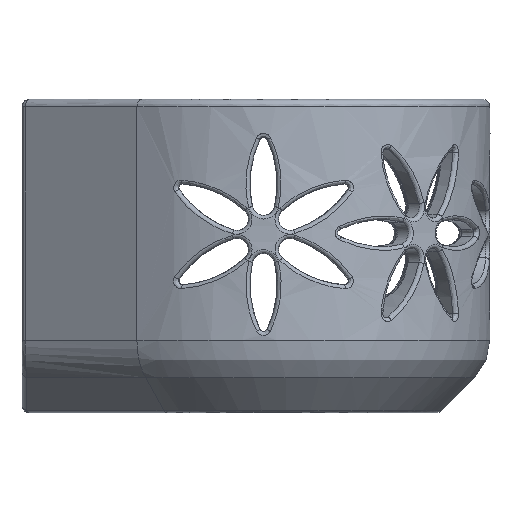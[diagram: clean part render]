
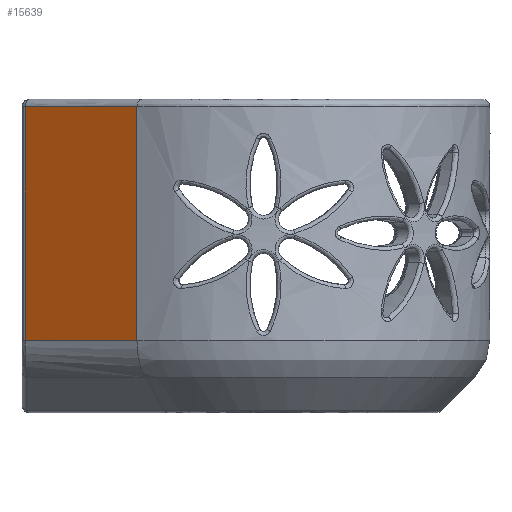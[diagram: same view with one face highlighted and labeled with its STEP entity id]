
A CAD part, left-side view. The second image highlights one B-rep face of the part: STEP entity #15639.
In plain terms, the highlighted free-form (B-spline) face has degree [1, 1] with [2, 2] control points.
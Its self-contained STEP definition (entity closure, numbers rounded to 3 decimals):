
#488 = VERTEX_POINT('',#489);
#489 = CARTESIAN_POINT('',(-24.394,16.444,
    33.175));
#8678 = VERTEX_POINT('',#8679);
#8679 = CARTESIAN_POINT('',(-24.394,16.444,
    2.803));
#8688 = EDGE_CURVE('',#488,#8678,#8689,.T.);
#8689 = B_SPLINE_CURVE_WITH_KNOTS('',1,(#8690,#8691),.UNSPECIFIED.,.F.,
  .F.,(2,2),(0.,31.127),
  .PIECEWISE_BEZIER_KNOTS.);
#8690 = CARTESIAN_POINT('',(-24.394,16.444,
    33.175));
#8691 = CARTESIAN_POINT('',(-24.394,16.444,
    2.803));
#15639 = ADVANCED_FACE('',(#15640),#15662,.F.);
#15640 = FACE_BOUND('',#15641,.T.);
#15641 = EDGE_LOOP('',(#15642,#15649,#15656,#15661));
#15642 = ORIENTED_EDGE('',*,*,#15643,.T.);
#15643 = EDGE_CURVE('',#488,#15644,#15646,.T.);
#15644 = VERTEX_POINT('',#15645);
#15645 = CARTESIAN_POINT('',(-14.622,30.94,
    33.175));
#15646 = B_SPLINE_CURVE_WITH_KNOTS('',1,(#15647,#15648),.UNSPECIFIED.,
  .F.,.F.,(2,2),(0.,17.916),
  .PIECEWISE_BEZIER_KNOTS.);
#15647 = CARTESIAN_POINT('',(-24.394,16.444,
    33.175));
#15648 = CARTESIAN_POINT('',(-14.622,30.94,
    33.175));
#15649 = ORIENTED_EDGE('',*,*,#15650,.T.);
#15650 = EDGE_CURVE('',#15644,#15651,#15653,.T.);
#15651 = VERTEX_POINT('',#15652);
#15652 = CARTESIAN_POINT('',(-14.622,30.94,
    2.803));
#15653 = B_SPLINE_CURVE_WITH_KNOTS('',1,(#15654,#15655),.UNSPECIFIED.,
  .F.,.F.,(2,2),(0.,31.127),.PIECEWISE_BEZIER_KNOTS.);
#15654 = CARTESIAN_POINT('',(-14.622,30.94,
    33.175));
#15655 = CARTESIAN_POINT('',(-14.622,30.94,
    2.803));
#15656 = ORIENTED_EDGE('',*,*,#15657,.F.);
#15657 = EDGE_CURVE('',#8678,#15651,#15658,.T.);
#15658 = B_SPLINE_CURVE_WITH_KNOTS('',1,(#15659,#15660),.UNSPECIFIED.,
  .F.,.F.,(2,2),(0.,17.916),
  .PIECEWISE_BEZIER_KNOTS.);
#15659 = CARTESIAN_POINT('',(-24.394,16.444,
    2.803));
#15660 = CARTESIAN_POINT('',(-14.622,30.94,
    2.803));
#15661 = ORIENTED_EDGE('',*,*,#8688,.F.);
#15662 = B_SPLINE_SURFACE_WITH_KNOTS('',1,1,(
    (#15663,#15664)
    ,(#15665,#15666
    )),.UNSPECIFIED.,.F.,.F.,.F.,(2,2),(2,2),(0.532,
    18.448),(2.,33.127),.PIECEWISE_BEZIER_KNOTS.);
#15663 = CARTESIAN_POINT('',(-14.622,30.94,
    33.175));
#15664 = CARTESIAN_POINT('',(-14.622,30.94,
    2.803));
#15665 = CARTESIAN_POINT('',(-24.394,16.444,
    33.175));
#15666 = CARTESIAN_POINT('',(-24.394,16.444,
    2.803));
